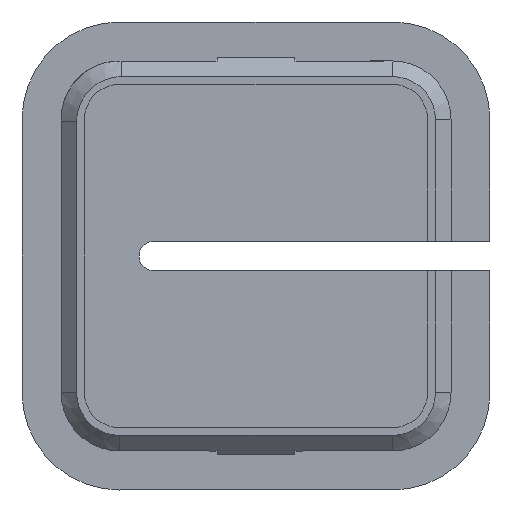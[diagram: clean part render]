
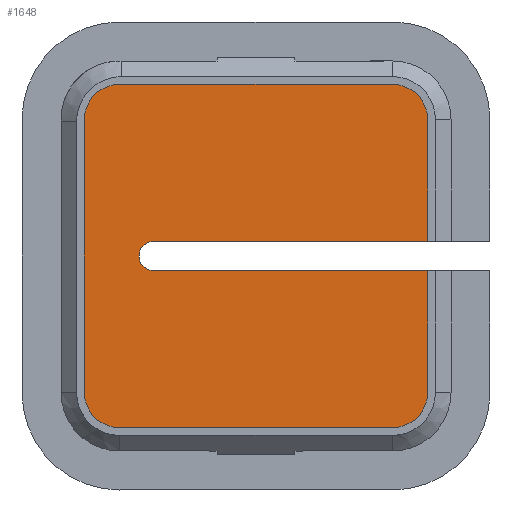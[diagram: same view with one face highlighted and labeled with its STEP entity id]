
A CAD part, front view. The second image highlights one B-rep face of the part: STEP entity #1648.
In plain terms, the highlighted planar face has unit normal (0, -1, 0).
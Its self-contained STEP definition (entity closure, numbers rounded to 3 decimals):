
#39=CIRCLE('',#1738,1.8);
#40=CIRCLE('',#1739,1.8);
#41=CIRCLE('',#1740,1.8);
#42=CIRCLE('',#1741,1.8);
#43=CIRCLE('',#1742,0.75);
#162=FACE_OUTER_BOUND('',#254,.T.);
#254=EDGE_LOOP('',(#1278,#1279,#1280,#1281,#1282,#1283,#1284,#1285,#1286,
#1287,#1288,#1289));
#379=LINE('',#2752,#555);
#380=LINE('',#2754,#556);
#381=LINE('',#2758,#557);
#382=LINE('',#2762,#558);
#383=LINE('',#2766,#559);
#384=LINE('',#2770,#560);
#385=LINE('',#2772,#561);
#555=VECTOR('',#1938,10.);
#556=VECTOR('',#1939,10.);
#557=VECTOR('',#1942,10.);
#558=VECTOR('',#1945,10.);
#559=VECTOR('',#1948,10.);
#560=VECTOR('',#1951,10.);
#561=VECTOR('',#1952,10.);
#739=VERTEX_POINT('',#2750);
#740=VERTEX_POINT('',#2751);
#741=VERTEX_POINT('',#2753);
#742=VERTEX_POINT('',#2755);
#743=VERTEX_POINT('',#2757);
#744=VERTEX_POINT('',#2759);
#745=VERTEX_POINT('',#2761);
#746=VERTEX_POINT('',#2763);
#747=VERTEX_POINT('',#2765);
#748=VERTEX_POINT('',#2767);
#749=VERTEX_POINT('',#2769);
#750=VERTEX_POINT('',#2771);
#936=EDGE_CURVE('',#739,#740,#379,.T.);
#937=EDGE_CURVE('',#741,#740,#380,.T.);
#938=EDGE_CURVE('',#742,#741,#39,.T.);
#939=EDGE_CURVE('',#743,#742,#381,.T.);
#940=EDGE_CURVE('',#744,#743,#40,.T.);
#941=EDGE_CURVE('',#745,#744,#382,.T.);
#942=EDGE_CURVE('',#746,#745,#41,.T.);
#943=EDGE_CURVE('',#747,#746,#383,.T.);
#944=EDGE_CURVE('',#748,#747,#42,.T.);
#945=EDGE_CURVE('',#749,#748,#384,.T.);
#946=EDGE_CURVE('',#749,#750,#385,.T.);
#947=EDGE_CURVE('',#750,#739,#43,.T.);
#1278=ORIENTED_EDGE('',*,*,#936,.T.);
#1279=ORIENTED_EDGE('',*,*,#937,.F.);
#1280=ORIENTED_EDGE('',*,*,#938,.F.);
#1281=ORIENTED_EDGE('',*,*,#939,.F.);
#1282=ORIENTED_EDGE('',*,*,#940,.F.);
#1283=ORIENTED_EDGE('',*,*,#941,.F.);
#1284=ORIENTED_EDGE('',*,*,#942,.F.);
#1285=ORIENTED_EDGE('',*,*,#943,.F.);
#1286=ORIENTED_EDGE('',*,*,#944,.F.);
#1287=ORIENTED_EDGE('',*,*,#945,.F.);
#1288=ORIENTED_EDGE('',*,*,#946,.T.);
#1289=ORIENTED_EDGE('',*,*,#947,.T.);
#1576=PLANE('',#1737);
#1648=ADVANCED_FACE('',(#162),#1576,.F.);
#1737=AXIS2_PLACEMENT_3D('',#2749,#1936,#1937);
#1738=AXIS2_PLACEMENT_3D('',#2756,#1940,#1941);
#1739=AXIS2_PLACEMENT_3D('',#2760,#1943,#1944);
#1740=AXIS2_PLACEMENT_3D('',#2764,#1946,#1947);
#1741=AXIS2_PLACEMENT_3D('',#2768,#1949,#1950);
#1742=AXIS2_PLACEMENT_3D('',#2773,#1953,#1954);
#1936=DIRECTION('center_axis',(0.,1.,0.));
#1937=DIRECTION('ref_axis',(-1.,0.,0.));
#1938=DIRECTION('',(1.,0.,0.));
#1939=DIRECTION('',(0.,0.,-1.));
#1940=DIRECTION('center_axis',(0.,1.,0.));
#1941=DIRECTION('ref_axis',(0.,0.,1.));
#1942=DIRECTION('',(1.,0.,0.));
#1943=DIRECTION('center_axis',(0.,1.,0.));
#1944=DIRECTION('ref_axis',(-1.,0.,0.));
#1945=DIRECTION('',(0.,0.,1.));
#1946=DIRECTION('center_axis',(0.,1.,0.));
#1947=DIRECTION('ref_axis',(0.,0.,-1.));
#1948=DIRECTION('',(-1.,0.,0.));
#1949=DIRECTION('center_axis',(0.,1.,0.));
#1950=DIRECTION('ref_axis',(1.,0.,0.));
#1951=DIRECTION('',(0.,0.,-1.));
#1952=DIRECTION('',(-1.,0.,0.));
#1953=DIRECTION('center_axis',(0.,1.,0.));
#1954=DIRECTION('ref_axis',(-0.707,0.,0.707));
#2749=CARTESIAN_POINT('Origin',(151.761,134.097,711.115));
#2750=CARTESIAN_POINT('',(146.511,134.097,711.865));
#2751=CARTESIAN_POINT('',(160.561,134.097,711.865));
#2752=CARTESIAN_POINT('',(157.761,134.097,711.865));
#2753=CARTESIAN_POINT('',(160.561,134.097,718.115));
#2754=CARTESIAN_POINT('',(160.561,134.097,714.615));
#2755=CARTESIAN_POINT('',(158.761,134.097,719.915));
#2756=CARTESIAN_POINT('Origin',(158.761,134.097,718.115));
#2757=CARTESIAN_POINT('',(144.761,134.097,719.915));
#2758=CARTESIAN_POINT('',(148.261,134.097,719.915));
#2759=CARTESIAN_POINT('',(142.961,134.097,718.115));
#2760=CARTESIAN_POINT('Origin',(144.761,134.097,718.115));
#2761=CARTESIAN_POINT('',(142.961,134.097,704.115));
#2762=CARTESIAN_POINT('',(142.961,134.097,707.615));
#2763=CARTESIAN_POINT('',(144.761,134.097,702.315));
#2764=CARTESIAN_POINT('Origin',(144.761,134.097,704.115));
#2765=CARTESIAN_POINT('',(158.761,134.097,702.315));
#2766=CARTESIAN_POINT('',(155.261,134.097,702.315));
#2767=CARTESIAN_POINT('',(160.561,134.097,704.115));
#2768=CARTESIAN_POINT('Origin',(158.761,134.097,704.115));
#2769=CARTESIAN_POINT('',(160.561,134.097,710.365));
#2770=CARTESIAN_POINT('',(160.561,134.097,714.615));
#2771=CARTESIAN_POINT('',(146.511,134.097,710.365));
#2772=CARTESIAN_POINT('',(148.761,134.097,710.365));
#2773=CARTESIAN_POINT('Origin',(146.511,134.097,711.115));
